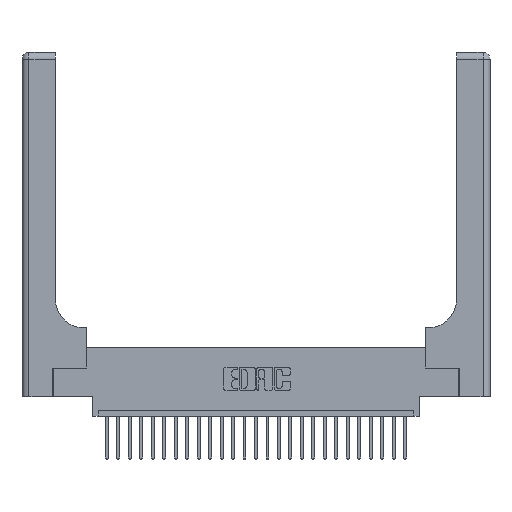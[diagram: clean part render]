
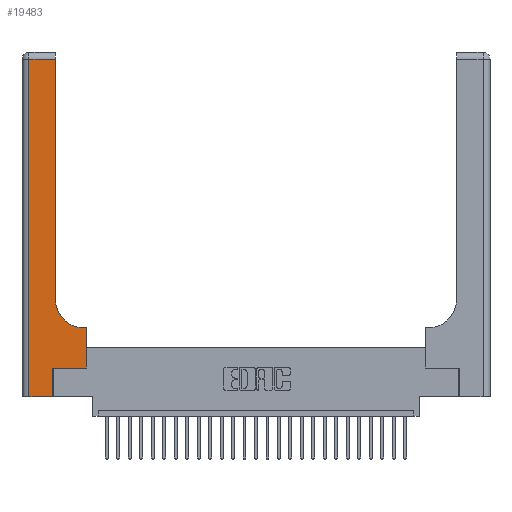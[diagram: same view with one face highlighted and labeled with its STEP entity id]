
A CAD part, top view. The second image highlights one B-rep face of the part: STEP entity #19483.
In plain terms, the highlighted planar face has unit normal (0, 0, 1).
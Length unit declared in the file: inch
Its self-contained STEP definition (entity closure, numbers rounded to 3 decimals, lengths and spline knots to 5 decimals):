
#60 = CARTESIAN_POINT ( 'NONE',  ( 0.2915, 2.94, 0.37 ) ) ;
#524 = VERTEX_POINT ( 'NONE', #11527 ) ;
#632 = EDGE_LOOP ( 'NONE', ( #16723, #5631, #16747, #27183, #4087, #20761, #23368, #16119, #27487 ) ) ;
#775 = CARTESIAN_POINT ( 'NONE',  ( 0.2915, 0.85, 0.37 ) ) ;
#914 = VERTEX_POINT ( 'NONE', #7931 ) ;
#1145 = CIRCLE ( 'NONE', #26631, 0.25 ) ;
#1147 = DIRECTION ( 'NONE',  ( -1., 0., 0. ) ) ;
#1782 = VECTOR ( 'NONE', #13581, 39.37008 ) ;
#2287 = VECTOR ( 'NONE', #12041, 39.37008 ) ;
#2694 = DIRECTION ( 'NONE',  ( -1., 0., 0. ) ) ;
#3276 = CARTESIAN_POINT ( 'NONE',  ( 0.5415, 0.85, 0.37 ) ) ;
#3638 = CARTESIAN_POINT ( 'NONE',  ( 0.06, 3., 0.37 ) ) ;
#3815 = VECTOR ( 'NONE', #16356, 39.37008 ) ;
#3862 = CARTESIAN_POINT ( 'NONE',  ( 0.269, 0., 0.37 ) ) ;
#4087 = ORIENTED_EDGE ( 'NONE', *, *, #27602, .T. ) ;
#4279 = VERTEX_POINT ( 'NONE', #16620 ) ;
#4827 = CARTESIAN_POINT ( 'NONE',  ( 0., 3., 0.37 ) ) ;
#5119 = CARTESIAN_POINT ( 'NONE',  ( 0.06, 0., 0.37 ) ) ;
#5236 = CARTESIAN_POINT ( 'NONE',  ( 0.5585, 0.25, 0.37 ) ) ;
#5631 = ORIENTED_EDGE ( 'NONE', *, *, #6841, .T. ) ;
#6312 = VERTEX_POINT ( 'NONE', #3862 ) ;
#6841 = EDGE_CURVE ( 'NONE', #26398, #8158, #19507, .T. ) ;
#7006 = EDGE_CURVE ( 'NONE', #524, #914, #22127, .T. ) ;
#7227 = LINE ( 'NONE', #12458, #14479 ) ;
#7611 = EDGE_CURVE ( 'NONE', #19543, #6312, #10761, .T. ) ;
#7931 = CARTESIAN_POINT ( 'NONE',  ( 0.5415, 0.6, 0.37 ) ) ;
#8158 = VERTEX_POINT ( 'NONE', #26966 ) ;
#8227 = EDGE_CURVE ( 'NONE', #8158, #19543, #27030, .T. ) ;
#9654 = CARTESIAN_POINT ( 'NONE',  ( 0.2915, 0.6, 0.37 ) ) ;
#10178 = LINE ( 'NONE', #14104, #3815 ) ;
#10192 = DIRECTION ( 'NONE',  ( 0., 1., 0. ) ) ;
#10761 = LINE ( 'NONE', #18817, #13075 ) ;
#11527 = CARTESIAN_POINT ( 'NONE',  ( 0.5585, 0.6, 0.37 ) ) ;
#11950 = LINE ( 'NONE', #20548, #2287 ) ;
#12041 = DIRECTION ( 'NONE',  ( 1., 0., 0. ) ) ;
#12458 = CARTESIAN_POINT ( 'NONE',  ( 0.5585, 0.25, 0.37 ) ) ;
#13075 = VECTOR ( 'NONE', #14620, 39.37008 ) ;
#13581 = DIRECTION ( 'NONE',  ( -1., 0., 0. ) ) ;
#14104 = CARTESIAN_POINT ( 'NONE',  ( 0.2915, 3., 0.37 ) ) ;
#14105 = EDGE_CURVE ( 'NONE', #14991, #524, #7227, .T. ) ;
#14479 = VECTOR ( 'NONE', #14912, 39.37008 ) ;
#14620 = DIRECTION ( 'NONE',  ( 1., 0., 0. ) ) ;
#14912 = DIRECTION ( 'NONE',  ( 0., 1., 0. ) ) ;
#14991 = VERTEX_POINT ( 'NONE', #5236 ) ;
#15149 = EDGE_CURVE ( 'NONE', #25548, #26398, #10178, .T. ) ;
#16119 = ORIENTED_EDGE ( 'NONE', *, *, #7006, .T. ) ;
#16157 = LINE ( 'NONE', #20822, #18822 ) ;
#16356 = DIRECTION ( 'NONE',  ( 0., 1., 0. ) ) ;
#16620 = CARTESIAN_POINT ( 'NONE',  ( 0.269, 0.25, 0.37 ) ) ;
#16723 = ORIENTED_EDGE ( 'NONE', *, *, #15149, .T. ) ;
#16747 = ORIENTED_EDGE ( 'NONE', *, *, #8227, .T. ) ;
#17656 = PLANE ( 'NONE',  #21528 ) ;
#17828 = VECTOR ( 'NONE', #1147, 39.37008 ) ;
#18688 = DIRECTION ( 'NONE',  ( 0., -1., 0. ) ) ;
#18817 = CARTESIAN_POINT ( 'NONE',  ( 0., 0., 0.37 ) ) ;
#18822 = VECTOR ( 'NONE', #10192, 39.37008 ) ;
#19110 = EDGE_CURVE ( 'NONE', #4279, #14991, #11950, .T. ) ;
#19305 = FACE_OUTER_BOUND ( 'NONE', #632, .T. ) ;
#19483 = ADVANCED_FACE ( 'NONE', ( #19305 ), #17656, .F. ) ;
#19507 = LINE ( 'NONE', #22311, #1782 ) ;
#19543 = VERTEX_POINT ( 'NONE', #5119 ) ;
#19797 = DIRECTION ( 'NONE',  ( 0., 0., -1. ) ) ;
#20019 = DIRECTION ( 'NONE',  ( 0., 0., -1. ) ) ;
#20548 = CARTESIAN_POINT ( 'NONE',  ( 0.269, 0.25, 0.37 ) ) ;
#20761 = ORIENTED_EDGE ( 'NONE', *, *, #19110, .T. ) ;
#20822 = CARTESIAN_POINT ( 'NONE',  ( 0.269, 0., 0.37 ) ) ;
#21528 = AXIS2_PLACEMENT_3D ( 'NONE', #4827, #19797, #2694 ) ;
#22037 = VECTOR ( 'NONE', #18688, 39.37008 ) ;
#22127 = LINE ( 'NONE', #9654, #17828 ) ;
#22311 = CARTESIAN_POINT ( 'NONE',  ( 0., 2.94, 0.37 ) ) ;
#23368 = ORIENTED_EDGE ( 'NONE', *, *, #14105, .T. ) ;
#24923 = EDGE_CURVE ( 'NONE', #914, #25548, #1145, .T. ) ;
#25548 = VERTEX_POINT ( 'NONE', #775 ) ;
#26335 = DIRECTION ( 'NONE',  ( 1., 0., 0. ) ) ;
#26398 = VERTEX_POINT ( 'NONE', #60 ) ;
#26631 = AXIS2_PLACEMENT_3D ( 'NONE', #3276, #20019, #26335 ) ;
#26966 = CARTESIAN_POINT ( 'NONE',  ( 0.06, 2.94, 0.37 ) ) ;
#27030 = LINE ( 'NONE', #3638, #22037 ) ;
#27183 = ORIENTED_EDGE ( 'NONE', *, *, #7611, .T. ) ;
#27487 = ORIENTED_EDGE ( 'NONE', *, *, #24923, .T. ) ;
#27602 = EDGE_CURVE ( 'NONE', #6312, #4279, #16157, .T. ) ;
